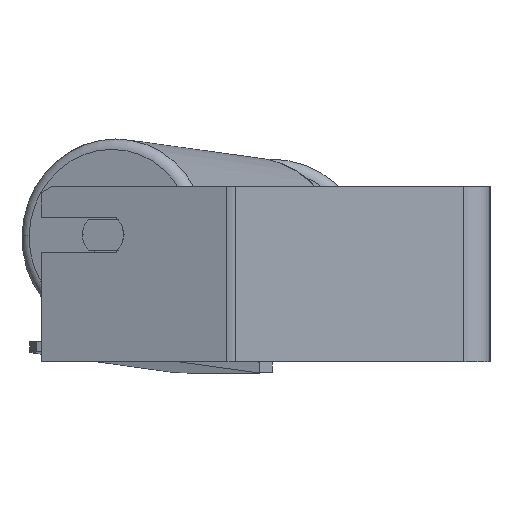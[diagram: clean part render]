
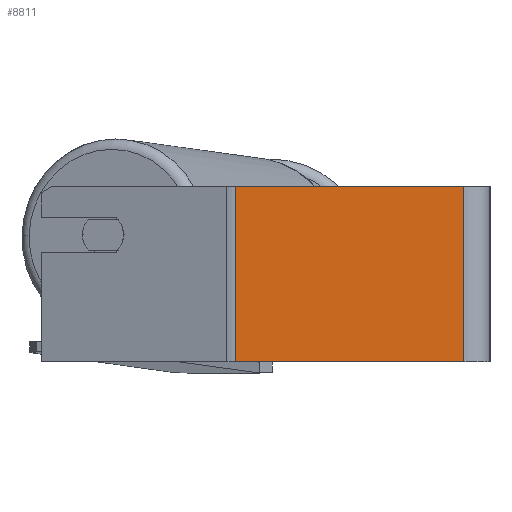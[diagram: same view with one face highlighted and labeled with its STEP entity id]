
A CAD part, left-side view. The second image highlights one B-rep face of the part: STEP entity #8811.
In plain terms, the highlighted planar face has unit normal (-1, 0, 0).
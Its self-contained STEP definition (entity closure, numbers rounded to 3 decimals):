
#27 = CARTESIAN_POINT ( 'NONE',  ( -340., 118.369, -40. ) ) ;
#230 = EDGE_CURVE ( 'NONE', #854, #269, #8606, .T. ) ;
#269 = VERTEX_POINT ( 'NONE', #3723 ) ;
#587 = ORIENTED_EDGE ( 'NONE', *, *, #230, .F. ) ;
#723 = CARTESIAN_POINT ( 'NONE',  ( -340., 12., 40. ) ) ;
#752 = DIRECTION ( 'NONE',  ( 1., 0., 0. ) ) ;
#854 = VERTEX_POINT ( 'NONE', #4999 ) ;
#860 = EDGE_LOOP ( 'NONE', ( #2866, #3506, #587, #6911 ) ) ;
#1360 = DIRECTION ( 'NONE',  ( 0., 0., -1. ) ) ;
#1445 = PLANE ( 'NONE',  #3501 ) ;
#1825 = CARTESIAN_POINT ( 'NONE',  ( -340., 118.369, 40. ) ) ;
#2595 = CARTESIAN_POINT ( 'NONE',  ( -340., 116.253, 40. ) ) ;
#2783 = CARTESIAN_POINT ( 'NONE',  ( -340., 12., -40. ) ) ;
#2822 = LINE ( 'NONE', #723, #5212 ) ;
#2866 = ORIENTED_EDGE ( 'NONE', *, *, #5931, .T. ) ;
#2931 = LINE ( 'NONE', #27, #5766 ) ;
#3501 = AXIS2_PLACEMENT_3D ( 'NONE', #4824, #752, #3552 ) ;
#3506 = ORIENTED_EDGE ( 'NONE', *, *, #7196, .F. ) ;
#3552 = DIRECTION ( 'NONE',  ( 0., 1., 0. ) ) ;
#3723 = CARTESIAN_POINT ( 'NONE',  ( -340., 12., 40. ) ) ;
#4300 = VECTOR ( 'NONE', #4402, 1000. ) ;
#4402 = DIRECTION ( 'NONE',  ( 0., -1., 0. ) ) ;
#4824 = CARTESIAN_POINT ( 'NONE',  ( -340., 118.369, 40. ) ) ;
#4999 = CARTESIAN_POINT ( 'NONE',  ( -340., 116.253, 40. ) ) ;
#5212 = VECTOR ( 'NONE', #1360, 1000. ) ;
#5455 = FACE_OUTER_BOUND ( 'NONE', #860, .T. ) ;
#5497 = VECTOR ( 'NONE', #7284, 1000. ) ;
#5766 = VECTOR ( 'NONE', #6382, 1000. ) ;
#5931 = EDGE_CURVE ( 'NONE', #6954, #7332, #2931, .T. ) ;
#6379 = CARTESIAN_POINT ( 'NONE',  ( -340., 116.253, -40. ) ) ;
#6382 = DIRECTION ( 'NONE',  ( 0., -1., 0. ) ) ;
#6911 = ORIENTED_EDGE ( 'NONE', *, *, #7521, .T. ) ;
#6954 = VERTEX_POINT ( 'NONE', #6379 ) ;
#7196 = EDGE_CURVE ( 'NONE', #269, #7332, #2822, .T. ) ;
#7284 = DIRECTION ( 'NONE',  ( 0., 0., -1. ) ) ;
#7320 = LINE ( 'NONE', #2595, #5497 ) ;
#7332 = VERTEX_POINT ( 'NONE', #2783 ) ;
#7521 = EDGE_CURVE ( 'NONE', #854, #6954, #7320, .T. ) ;
#8606 = LINE ( 'NONE', #1825, #4300 ) ;
#8811 = ADVANCED_FACE ( 'NONE', ( #5455 ), #1445, .F. ) ;
